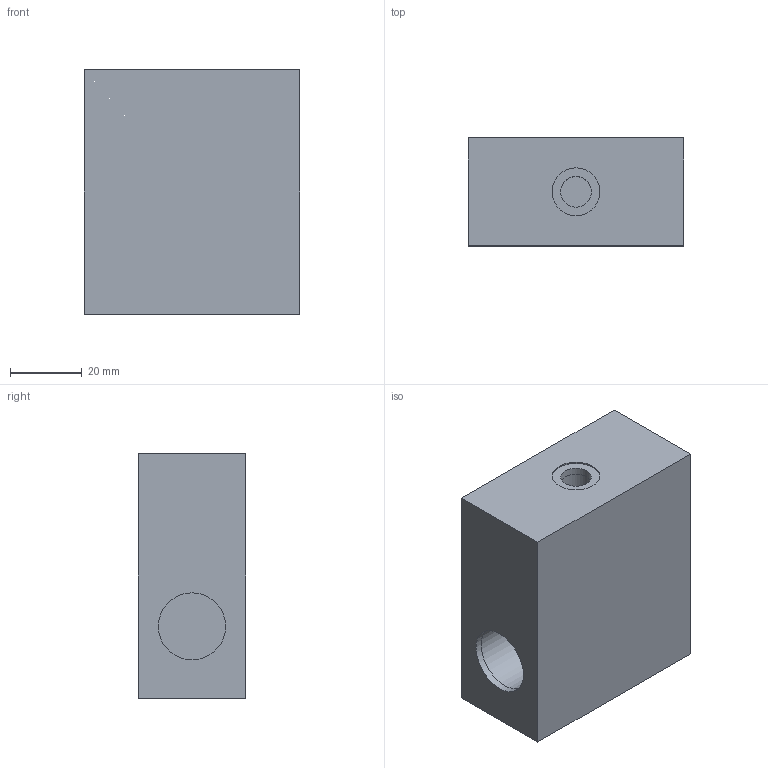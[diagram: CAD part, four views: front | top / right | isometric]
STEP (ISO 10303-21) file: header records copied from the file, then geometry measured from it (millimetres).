
FILE_DESCRIPTION(/* description */ ('Unknown'),/* implementation_level */ '2;1');
FILE_NAME(/* name */ '6.09.12@',/* time_stamp */ '2018-09-06T13:55:00-04:00',/* author */ ('Unknown'),/* organization */ ('Unknown'),/* preprocessor_version */ 'ST-DEVELOPER v16.7',/* originating_system */ 'DEX',/* authorisation */ $);
FILE_SCHEMA (('AUTOMOTIVE_DESIGN {1 0 10303 214 3 1 1}'));
Length unit declared in the file: millimetre
Products named in the file (1): 6.09.12
Bounding box: 60 x 30 x 68 mm (x, y, z)
Volume: 113638.2 mm3; surface area: 17878.4 mm2
Topology: 1 solids, 1 shells, 19 faces, 34 edges, 22 vertices
Faces by surface type: plane 11, cylinder 8
Full cylindrical faces by diameter (mm): 1.5 x1, 8.566 x2, 13.3 x1, 18.631 x4
Entity records: 573 total; most frequent: DIRECTION 78, CARTESIAN_POINT 66, ORIENTED_EDGE 50, AXIS2_PLACEMENT_3D 33, EDGE_LOOP 32, FACE_BOUND 32, EDGE_CURVE 25, VERTEX_POINT 21
